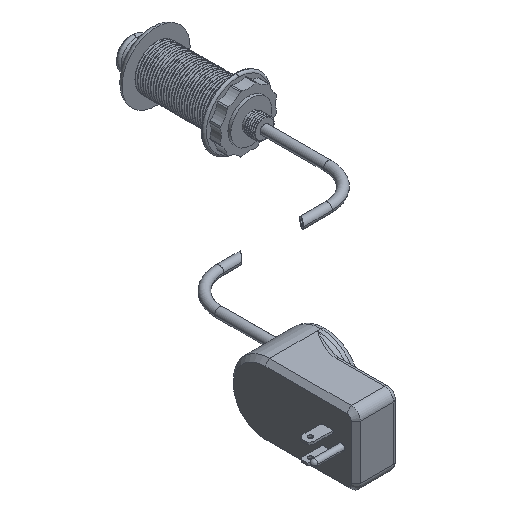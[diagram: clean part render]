
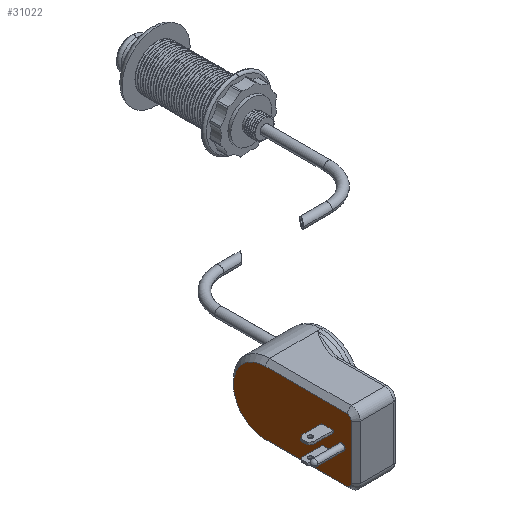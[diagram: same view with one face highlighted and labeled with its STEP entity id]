
A CAD part, isometric view. The second image highlights one B-rep face of the part: STEP entity #31022.
In plain terms, the highlighted planar face has unit normal (-1, 0, 0).
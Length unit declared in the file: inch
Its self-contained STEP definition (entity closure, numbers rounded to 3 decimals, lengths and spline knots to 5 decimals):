
#25154=CARTESIAN_POINT('',(-7.158,-9.729,-1.08253));
#25155=DIRECTION('',(-1.,0.,0.));
#25156=DIRECTION('',(0.,0.,1.));
#25157=AXIS2_PLACEMENT_3D('',#25154,#25155,#25156);
#25162=DIRECTION('',(0.,1.,0.));
#25163=VECTOR('',#25162,2.255);
#25164=CARTESIAN_POINT('',(-7.158,-11.984,
-0.21253));
#25165=LINE('',#25164,#25163);
#25169=CARTESIAN_POINT('',(-7.158,-11.984,-0.33753));
#25170=DIRECTION('',(-1.,0.,0.));
#25171=DIRECTION('',(0.,-1.,0.));
#25172=AXIS2_PLACEMENT_3D('',#25169,#25170,#25171);
#25177=DIRECTION('',(0.,0.,1.));
#25178=VECTOR('',#25177,1.49);
#25179=CARTESIAN_POINT('',(-7.158,-12.109,
-1.82753));
#25180=LINE('',#25179,#25178);
#25184=CARTESIAN_POINT('',(-7.158,-11.984,-1.82753));
#25185=DIRECTION('',(-1.,0.,0.));
#25186=DIRECTION('',(0.,0.,-1.));
#25187=AXIS2_PLACEMENT_3D('',#25184,#25185,#25186);
#25192=DIRECTION('',(0.,-1.,0.));
#25193=VECTOR('',#25192,2.255);
#25194=CARTESIAN_POINT('',(-7.158,-9.729,
-1.95253));
#25195=LINE('',#25194,#25193);
#25199=DIRECTION('',(0.,1.,0.));
#25200=VECTOR('',#25199,0.32);
#25201=CARTESIAN_POINT('',(-7.158,-11.614,-0.80053));
#25202=LINE('',#25201,#25200);
#25206=DIRECTION('',(0.,0.,-1.));
#25207=VECTOR('',#25206,0.062);
#25208=CARTESIAN_POINT('',(-7.158,-11.294,-0.80053));
#25209=LINE('',#25208,#25207);
#25213=DIRECTION('',(0.,-1.,0.));
#25214=VECTOR('',#25213,0.32);
#25215=CARTESIAN_POINT('',(-7.158,-11.294,-0.86253));
#25216=LINE('',#25215,#25214);
#25220=DIRECTION('',(0.,0.,1.));
#25221=VECTOR('',#25220,0.062);
#25222=CARTESIAN_POINT('',(-7.158,-11.614,-0.86253));
#25223=LINE('',#25222,#25221);
#25227=DIRECTION('',(0.,1.,0.));
#25228=VECTOR('',#25227,0.25);
#25229=CARTESIAN_POINT('',(-7.158,-11.579,-1.30253));
#25230=LINE('',#25229,#25228);
#25234=DIRECTION('',(0.,0.,-1.));
#25235=VECTOR('',#25234,0.062);
#25236=CARTESIAN_POINT('',(-7.158,-11.329,-1.30253));
#25237=LINE('',#25236,#25235);
#25241=DIRECTION('',(0.,-1.,0.));
#25242=VECTOR('',#25241,0.25);
#25243=CARTESIAN_POINT('',(-7.158,-11.329,-1.36453));
#25244=LINE('',#25243,#25242);
#25248=DIRECTION('',(0.,0.,1.));
#25249=VECTOR('',#25248,0.062);
#25250=CARTESIAN_POINT('',(-7.158,-11.579,-1.36453));
#25251=LINE('',#25250,#25249);
#25255=CARTESIAN_POINT('',(-7.158,-11.849,-1.08253));
#25256=DIRECTION('',(-1.,0.,0.));
#25257=DIRECTION('',(0.,-1.,0.));
#25258=AXIS2_PLACEMENT_3D('',#25255,#25256,#25257);
#25263=CARTESIAN_POINT('',(-7.158,-11.849,-1.08253));
#25264=DIRECTION('',(-1.,0.,0.));
#25265=DIRECTION('',(0.,1.,0.));
#25266=AXIS2_PLACEMENT_3D('',#25263,#25264,#25265);
#29272=CARTESIAN_POINT('',(-7.158,-11.614,-0.80053));
#29273=CARTESIAN_POINT('',(-7.158,-11.294,-0.80053));
#29274=VERTEX_POINT('',#29272);
#29275=VERTEX_POINT('',#29273);
#29276=CARTESIAN_POINT('',(-7.158,-11.294,-0.86253));
#29277=VERTEX_POINT('',#29276);
#29278=CARTESIAN_POINT('',(-7.158,-11.614,-0.86253));
#29279=VERTEX_POINT('',#29278);
#29280=CARTESIAN_POINT('',(-7.158,-11.579,-1.30253));
#29281=CARTESIAN_POINT('',(-7.158,-11.329,-1.30253));
#29282=VERTEX_POINT('',#29280);
#29283=VERTEX_POINT('',#29281);
#29284=CARTESIAN_POINT('',(-7.158,-11.329,-1.36453));
#29285=VERTEX_POINT('',#29284);
#29286=CARTESIAN_POINT('',(-7.158,-11.579,-1.36453));
#29287=VERTEX_POINT('',#29286);
#29294=CARTESIAN_POINT('',(-7.158,-11.939,-1.08253));
#29295=CARTESIAN_POINT('',(-7.158,-11.759,-1.08253));
#29296=VERTEX_POINT('',#29294);
#29297=VERTEX_POINT('',#29295);
#29380=CARTESIAN_POINT('',(-7.158,-9.729,-0.21253));
#29381=CARTESIAN_POINT('',(-7.158,-9.729,-1.95253));
#29382=VERTEX_POINT('',#29380);
#29383=VERTEX_POINT('',#29381);
#29388=CARTESIAN_POINT('',(-7.158,-11.984,
-1.95253));
#29389=VERTEX_POINT('',#29388);
#29392=CARTESIAN_POINT('',(-7.158,-12.109,-1.82753));
#29393=VERTEX_POINT('',#29392);
#29396=CARTESIAN_POINT('',(-7.158,-12.109,
-0.33753));
#29397=VERTEX_POINT('',#29396);
#29400=CARTESIAN_POINT('',(-7.158,-11.984,-0.21253));
#29401=VERTEX_POINT('',#29400);
#30978=CARTESIAN_POINT('',(-7.158,-12.234,-1.08253));
#30979=DIRECTION('',(-1.,0.,0.));
#30980=DIRECTION('',(0.,0.,-1.));
#30981=AXIS2_PLACEMENT_3D('',#30978,#30979,#30980);
#30982=PLANE('',#30981);
#30984=ORIENTED_EDGE('',*,*,#30983,.F.);
#30985=ORIENTED_EDGE('',*,*,#30956,.F.);
#30987=ORIENTED_EDGE('',*,*,#30986,.F.);
#30989=ORIENTED_EDGE('',*,*,#30988,.F.);
#30991=ORIENTED_EDGE('',*,*,#30990,.F.);
#30993=ORIENTED_EDGE('',*,*,#30992,.F.);
#30994=EDGE_LOOP('',(#30984,#30985,#30987,#30989,#30991,#30993));
#30995=FACE_OUTER_BOUND('',#30994,.F.);
#30997=ORIENTED_EDGE('',*,*,#30996,.T.);
#30999=ORIENTED_EDGE('',*,*,#30998,.T.);
#31001=ORIENTED_EDGE('',*,*,#31000,.T.);
#31003=ORIENTED_EDGE('',*,*,#31002,.T.);
#31004=EDGE_LOOP('',(#30997,#30999,#31001,#31003));
#31005=FACE_BOUND('',#31004,.F.);
#31007=ORIENTED_EDGE('',*,*,#31006,.T.);
#31009=ORIENTED_EDGE('',*,*,#31008,.T.);
#31011=ORIENTED_EDGE('',*,*,#31010,.T.);
#31013=ORIENTED_EDGE('',*,*,#31012,.T.);
#31014=EDGE_LOOP('',(#31007,#31009,#31011,#31013));
#31015=FACE_BOUND('',#31014,.F.);
#31017=ORIENTED_EDGE('',*,*,#31016,.T.);
#31019=ORIENTED_EDGE('',*,*,#31018,.T.);
#31020=EDGE_LOOP('',(#31017,#31019));
#31021=FACE_BOUND('',#31020,.F.);
#25158=CIRCLE('',#25157,0.87);
#25173=CIRCLE('',#25172,0.125);
#25188=CIRCLE('',#25187,0.125);
#25259=CIRCLE('',#25258,0.09);
#25267=CIRCLE('',#25266,0.09);
#30956=EDGE_CURVE('',#29401,#29382,#25165,.T.);
#30983=EDGE_CURVE('',#29382,#29383,#25158,.T.);
#30986=EDGE_CURVE('',#29397,#29401,#25173,.T.);
#30988=EDGE_CURVE('',#29393,#29397,#25180,.T.);
#30990=EDGE_CURVE('',#29389,#29393,#25188,.T.);
#30992=EDGE_CURVE('',#29383,#29389,#25195,.T.);
#30996=EDGE_CURVE('',#29274,#29275,#25202,.T.);
#30998=EDGE_CURVE('',#29275,#29277,#25209,.T.);
#31000=EDGE_CURVE('',#29277,#29279,#25216,.T.);
#31002=EDGE_CURVE('',#29279,#29274,#25223,.T.);
#31006=EDGE_CURVE('',#29282,#29283,#25230,.T.);
#31008=EDGE_CURVE('',#29283,#29285,#25237,.T.);
#31010=EDGE_CURVE('',#29285,#29287,#25244,.T.);
#31012=EDGE_CURVE('',#29287,#29282,#25251,.T.);
#31016=EDGE_CURVE('',#29296,#29297,#25259,.T.);
#31018=EDGE_CURVE('',#29297,#29296,#25267,.T.);
#31022=ADVANCED_FACE('',(#30995,#31005,#31015,#31021),#30982,.T.);
